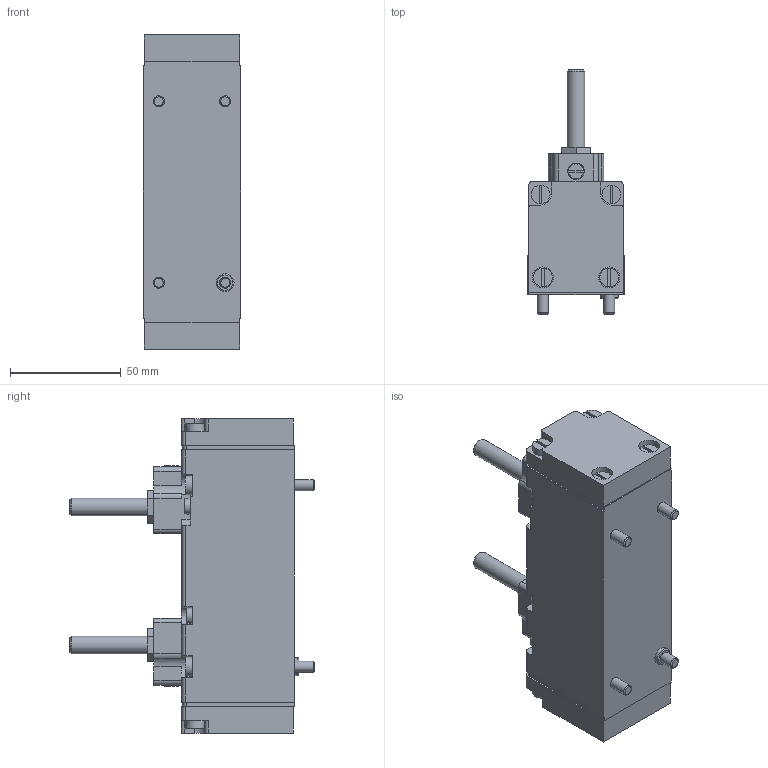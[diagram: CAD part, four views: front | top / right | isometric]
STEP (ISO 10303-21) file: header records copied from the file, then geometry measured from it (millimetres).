
FILE_DESCRIPTION(/* description */ ('STEP AP214'),/* implementation_level */ '2;1');
FILE_NAME(/* name */ '6228_CJM-5_2-1_2-FH',/* time_stamp */ '2024-08-05T17:28:04+02:00',/* author */ ('License CC BY-ND 4.0'),/* organization */ ('CADENAS'),/* preprocessor_version */ 'ST-DEVELOPER v19.3',/* originating_system */ 'PARTsolutions',/* authorisation */ ' ');
FILE_SCHEMA (('AUTOMOTIVE_DESIGN {1 0 10303 214 3 1 1}'));
Length unit declared in the file: millimetre
Products named in the file (1): 6228 CJM-5/2-1/2-FH
Bounding box: 44 x 110.5 x 142 mm (x, y, z)
Volume: 328221.1 mm3; surface area: 39335.3 mm2
Topology: 1 solids, 1 shells, 287 faces, 740 edges, 488 vertices
Faces by surface type: plane 195, cylinder 79, cone 12, torus 1
Full cylindrical faces by diameter (mm): 4.134 x2, 5 x4, 7 x4, 7.5 x2, 8 x3, 8.5 x12, 9.5 x4
Entity records: 8392 total; most frequent: DIRECTION 1480, CARTESIAN_POINT 1454, ORIENTED_EDGE 1354, EDGE_CURVE 677, AXIS2_PLACEMENT_3D 523, VERTEX_POINT 465, LINE 434, VECTOR 434
